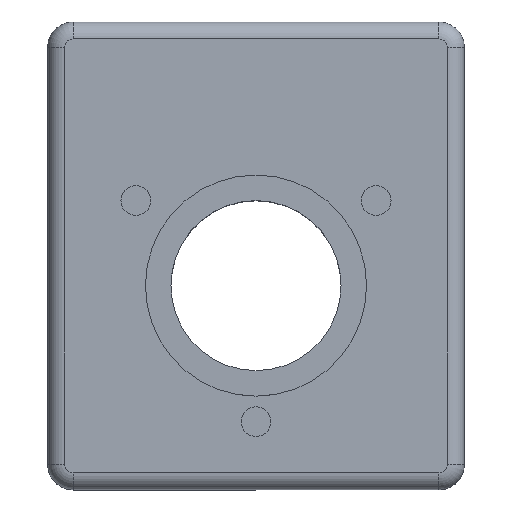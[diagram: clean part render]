
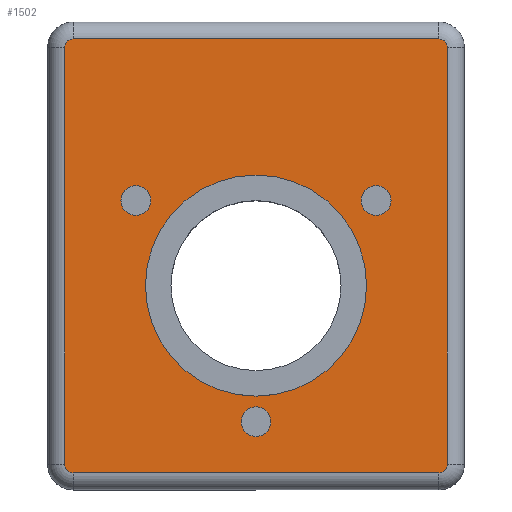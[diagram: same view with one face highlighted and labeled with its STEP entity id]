
A CAD part, top view. The second image highlights one B-rep face of the part: STEP entity #1502.
In plain terms, the highlighted planar face has unit normal (0, 0, 1).
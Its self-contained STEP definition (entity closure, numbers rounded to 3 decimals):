
#13 = VERTEX_POINT ( 'NONE', #1390 ) ;
#14 = CIRCLE ( 'NONE', #152, 0.2 ) ;
#28 = VERTEX_POINT ( 'NONE', #1168 ) ;
#31 = ORIENTED_EDGE ( 'NONE', *, *, #1791, .T. ) ;
#87 = CARTESIAN_POINT ( 'NONE',  ( -0.4, -10.4, 2.2 ) ) ;
#96 = DIRECTION ( 'NONE',  ( 0., -1., 0. ) ) ;
#129 = EDGE_CURVE ( 'NONE', #420, #345, #394, .T. ) ;
#134 = CARTESIAN_POINT ( 'NONE',  ( -1.725, -4.2, 2.2 ) ) ;
#152 = AXIS2_PLACEMENT_3D ( 'NONE', #374, #1846, #1235 ) ;
#153 = EDGE_CURVE ( 'NONE', #28, #2390, #648, .T. ) ;
#185 = AXIS2_PLACEMENT_3D ( 'NONE', #1194, #802, #366 ) ;
#212 = ORIENTED_EDGE ( 'NONE', *, *, #2289, .T. ) ;
#215 = ORIENTED_EDGE ( 'NONE', *, *, #1238, .T. ) ;
#238 = CARTESIAN_POINT ( 'NONE',  ( -8.075, -4.2, 2.2 ) ) ;
#262 = DIRECTION ( 'NONE',  ( -1., 0., 0. ) ) ;
#269 = VERTEX_POINT ( 'NONE', #87 ) ;
#275 = DIRECTION ( 'NONE',  ( 0., 0., 1. ) ) ;
#285 = PLANE ( 'NONE',  #842 ) ;
#293 = DIRECTION ( 'NONE',  ( 0., 0., -1. ) ) ;
#308 = CARTESIAN_POINT ( 'NONE',  ( -4.9, -6.2, 2.2 ) ) ;
#320 = CARTESIAN_POINT ( 'NONE',  ( -9.4, 0., 2.2 ) ) ;
#345 = VERTEX_POINT ( 'NONE', #134 ) ;
#366 = DIRECTION ( 'NONE',  ( -1., 0., 0. ) ) ;
#374 = CARTESIAN_POINT ( 'NONE',  ( -0.6, -0.6, 2.2 ) ) ;
#394 = CIRCLE ( 'NONE', #1945, 0.35 ) ;
#420 = VERTEX_POINT ( 'NONE', #2153 ) ;
#461 = DIRECTION ( 'NONE',  ( 0., 0., 1. ) ) ;
#495 = VERTEX_POINT ( 'NONE', #1124 ) ;
#578 = VECTOR ( 'NONE', #96, 1000. ) ;
#600 = DIRECTION ( 'NONE',  ( -1., 0., 0. ) ) ;
#621 = VERTEX_POINT ( 'NONE', #2319 ) ;
#648 = CIRCLE ( 'NONE', #185, 0.35 ) ;
#675 = CARTESIAN_POINT ( 'NONE',  ( -2.075, -4.2, 2.2 ) ) ;
#730 = ORIENTED_EDGE ( 'NONE', *, *, #2209, .T. ) ;
#733 = DIRECTION ( 'NONE',  ( -1., 0., 0. ) ) ;
#769 = VERTEX_POINT ( 'NONE', #2018 ) ;
#796 = CARTESIAN_POINT ( 'NONE',  ( -0.4, 0., 2.2 ) ) ;
#797 = ORIENTED_EDGE ( 'NONE', *, *, #153, .T. ) ;
#802 = DIRECTION ( 'NONE',  ( 0., 0., -1. ) ) ;
#820 = EDGE_CURVE ( 'NONE', #621, #13, #1790, .T. ) ;
#840 = AXIS2_PLACEMENT_3D ( 'NONE', #2062, #2025, #2675 ) ;
#842 = AXIS2_PLACEMENT_3D ( 'NONE', #1536, #1128, #2369 ) ;
#843 = AXIS2_PLACEMENT_3D ( 'NONE', #1823, #2467, #2176 ) ;
#853 = EDGE_CURVE ( 'NONE', #13, #495, #2336, .T. ) ;
#872 = AXIS2_PLACEMENT_3D ( 'NONE', #675, #922, #2007 ) ;
#878 = FACE_BOUND ( 'NONE', #1760, .T. ) ;
#900 = ORIENTED_EDGE ( 'NONE', *, *, #1237, .T. ) ;
#922 = DIRECTION ( 'NONE',  ( 0., 0., -1. ) ) ;
#933 = AXIS2_PLACEMENT_3D ( 'NONE', #1807, #293, #733 ) ;
#951 = CARTESIAN_POINT ( 'NONE',  ( -9.2, -0.4, 2.2 ) ) ;
#979 = CIRCLE ( 'NONE', #2446, 2.6 ) ;
#994 = EDGE_CURVE ( 'NONE', #495, #2594, #1445, .T. ) ;
#996 = ORIENTED_EDGE ( 'NONE', *, *, #1182, .T. ) ;
#1008 = CARTESIAN_POINT ( 'NONE',  ( -7.5, -6.2, 2.2 ) ) ;
#1120 = DIRECTION ( 'NONE',  ( -1., 0., 0. ) ) ;
#1124 = CARTESIAN_POINT ( 'NONE',  ( -9.2, -10.6, 2.2 ) ) ;
#1128 = DIRECTION ( 'NONE',  ( 0., 0., -1. ) ) ;
#1135 = CARTESIAN_POINT ( 'NONE',  ( -4.55, -9.4, 2.2 ) ) ;
#1138 = ORIENTED_EDGE ( 'NONE', *, *, #2084, .T. ) ;
#1150 = AXIS2_PLACEMENT_3D ( 'NONE', #2191, #275, #1120 ) ;
#1168 = CARTESIAN_POINT ( 'NONE',  ( -7.375, -4.2, 2.2 ) ) ;
#1172 = VERTEX_POINT ( 'NONE', #2657 ) ;
#1182 = EDGE_CURVE ( 'NONE', #2594, #269, #2221, .T. ) ;
#1194 = CARTESIAN_POINT ( 'NONE',  ( -7.725, -4.2, 2.2 ) ) ;
#1220 = EDGE_CURVE ( 'NONE', #1916, #1412, #2383, .T. ) ;
#1225 = VERTEX_POINT ( 'NONE', #2613 ) ;
#1235 = DIRECTION ( 'NONE',  ( -1., 0., 0. ) ) ;
#1237 = EDGE_CURVE ( 'NONE', #345, #420, #2271, .T. ) ;
#1238 = EDGE_CURVE ( 'NONE', #1371, #1172, #979, .T. ) ;
#1245 = DIRECTION ( 'NONE',  ( -1., 0., 0. ) ) ;
#1251 = CARTESIAN_POINT ( 'NONE',  ( -4.9, -9.4, 2.2 ) ) ;
#1300 = CIRCLE ( 'NONE', #1663, 0.35 ) ;
#1347 = CIRCLE ( 'NONE', #2400, 0.2 ) ;
#1363 = ORIENTED_EDGE ( 'NONE', *, *, #2177, .T. ) ;
#1371 = VERTEX_POINT ( 'NONE', #1008 ) ;
#1390 = CARTESIAN_POINT ( 'NONE',  ( -9.4, -10.4, 2.2 ) ) ;
#1391 = CIRCLE ( 'NONE', #1777, 2.6 ) ;
#1412 = VERTEX_POINT ( 'NONE', #951 ) ;
#1445 = LINE ( 'NONE', #2089, #2218 ) ;
#1452 = ORIENTED_EDGE ( 'NONE', *, *, #1220, .T. ) ;
#1502 = ADVANCED_FACE ( 'NONE', ( #1948, #2185, #878, #1749, #1737 ), #285, .F. ) ;
#1536 = CARTESIAN_POINT ( 'NONE',  ( 0., 0., 2.2 ) ) ;
#1583 = DIRECTION ( 'NONE',  ( -1., 0., 0. ) ) ;
#1613 = VECTOR ( 'NONE', #262, 1000. ) ;
#1663 = AXIS2_PLACEMENT_3D ( 'NONE', #1251, #1892, #600 ) ;
#1690 = ORIENTED_EDGE ( 'NONE', *, *, #853, .T. ) ;
#1706 = EDGE_LOOP ( 'NONE', ( #215, #2555 ) ) ;
#1708 = EDGE_LOOP ( 'NONE', ( #797, #31 ) ) ;
#1737 = FACE_OUTER_BOUND ( 'NONE', #1842, .T. ) ;
#1749 = FACE_BOUND ( 'NONE', #1706, .T. ) ;
#1760 = EDGE_LOOP ( 'NONE', ( #1138, #212 ) ) ;
#1777 = AXIS2_PLACEMENT_3D ( 'NONE', #2027, #2425, #2411 ) ;
#1781 = VECTOR ( 'NONE', #2720, 1000. ) ;
#1790 = LINE ( 'NONE', #320, #578 ) ;
#1791 = EDGE_CURVE ( 'NONE', #2390, #28, #2225, .T. ) ;
#1807 = CARTESIAN_POINT ( 'NONE',  ( -4.9, -9.4, 2.2 ) ) ;
#1823 = CARTESIAN_POINT ( 'NONE',  ( -7.725, -4.2, 2.2 ) ) ;
#1842 = EDGE_LOOP ( 'NONE', ( #730, #1363, #1452, #2560, #1936, #1690, #2461, #996 ) ) ;
#1846 = DIRECTION ( 'NONE',  ( 0., 0., 1. ) ) ;
#1865 = DIRECTION ( 'NONE',  ( -1., 0., 0. ) ) ;
#1887 = EDGE_CURVE ( 'NONE', #1412, #621, #1347, .T. ) ;
#1892 = DIRECTION ( 'NONE',  ( 0., 0., -1. ) ) ;
#1916 = VERTEX_POINT ( 'NONE', #2740 ) ;
#1936 = ORIENTED_EDGE ( 'NONE', *, *, #820, .T. ) ;
#1945 = AXIS2_PLACEMENT_3D ( 'NONE', #2462, #2678, #1865 ) ;
#1948 = FACE_BOUND ( 'NONE', #1708, .T. ) ;
#2007 = DIRECTION ( 'NONE',  ( -1., 0., 0. ) ) ;
#2018 = CARTESIAN_POINT ( 'NONE',  ( -0.4, -0.6, 2.2 ) ) ;
#2024 = ORIENTED_EDGE ( 'NONE', *, *, #129, .T. ) ;
#2025 = DIRECTION ( 'NONE',  ( 0., 0., 1. ) ) ;
#2027 = CARTESIAN_POINT ( 'NONE',  ( -4.9, -6.2, 2.2 ) ) ;
#2038 = LINE ( 'NONE', #796, #1781 ) ;
#2055 = EDGE_CURVE ( 'NONE', #1172, #1371, #1391, .T. ) ;
#2062 = CARTESIAN_POINT ( 'NONE',  ( -0.6, -10.4, 2.2 ) ) ;
#2084 = EDGE_CURVE ( 'NONE', #2738, #1225, #1300, .T. ) ;
#2089 = CARTESIAN_POINT ( 'NONE',  ( 0., -10.6, 2.2 ) ) ;
#2153 = CARTESIAN_POINT ( 'NONE',  ( -2.425, -4.2, 2.2 ) ) ;
#2170 = CARTESIAN_POINT ( 'NONE',  ( 0., -0.4, 2.2 ) ) ;
#2176 = DIRECTION ( 'NONE',  ( -1., 0., 0. ) ) ;
#2177 = EDGE_CURVE ( 'NONE', #769, #1916, #14, .T. ) ;
#2185 = FACE_BOUND ( 'NONE', #2213, .T. ) ;
#2191 = CARTESIAN_POINT ( 'NONE',  ( -9.2, -10.4, 2.2 ) ) ;
#2209 = EDGE_CURVE ( 'NONE', #269, #769, #2038, .T. ) ;
#2213 = EDGE_LOOP ( 'NONE', ( #900, #2024 ) ) ;
#2216 = CARTESIAN_POINT ( 'NONE',  ( -0.6, -10.6, 2.2 ) ) ;
#2218 = VECTOR ( 'NONE', #2283, 1000. ) ;
#2221 = CIRCLE ( 'NONE', #840, 0.2 ) ;
#2225 = CIRCLE ( 'NONE', #843, 0.35 ) ;
#2271 = CIRCLE ( 'NONE', #872, 0.35 ) ;
#2283 = DIRECTION ( 'NONE',  ( 1., 0., 0. ) ) ;
#2289 = EDGE_CURVE ( 'NONE', #1225, #2738, #2626, .T. ) ;
#2296 = CARTESIAN_POINT ( 'NONE',  ( -9.2, -0.6, 2.2 ) ) ;
#2319 = CARTESIAN_POINT ( 'NONE',  ( -9.4, -0.6, 2.2 ) ) ;
#2336 = CIRCLE ( 'NONE', #1150, 0.2 ) ;
#2369 = DIRECTION ( 'NONE',  ( -1., 0., 0. ) ) ;
#2383 = LINE ( 'NONE', #2170, #1613 ) ;
#2390 = VERTEX_POINT ( 'NONE', #238 ) ;
#2400 = AXIS2_PLACEMENT_3D ( 'NONE', #2296, #461, #1245 ) ;
#2411 = DIRECTION ( 'NONE',  ( -1., 0., 0. ) ) ;
#2425 = DIRECTION ( 'NONE',  ( 0., 0., -1. ) ) ;
#2446 = AXIS2_PLACEMENT_3D ( 'NONE', #308, #2640, #1583 ) ;
#2461 = ORIENTED_EDGE ( 'NONE', *, *, #994, .T. ) ;
#2462 = CARTESIAN_POINT ( 'NONE',  ( -2.075, -4.2, 2.2 ) ) ;
#2467 = DIRECTION ( 'NONE',  ( 0., 0., -1. ) ) ;
#2555 = ORIENTED_EDGE ( 'NONE', *, *, #2055, .T. ) ;
#2560 = ORIENTED_EDGE ( 'NONE', *, *, #1887, .T. ) ;
#2594 = VERTEX_POINT ( 'NONE', #2216 ) ;
#2613 = CARTESIAN_POINT ( 'NONE',  ( -5.25, -9.4, 2.2 ) ) ;
#2626 = CIRCLE ( 'NONE', #933, 0.35 ) ;
#2640 = DIRECTION ( 'NONE',  ( 0., 0., -1. ) ) ;
#2657 = CARTESIAN_POINT ( 'NONE',  ( -2.3, -6.2, 2.2 ) ) ;
#2675 = DIRECTION ( 'NONE',  ( -1., 0., 0. ) ) ;
#2678 = DIRECTION ( 'NONE',  ( 0., 0., -1. ) ) ;
#2720 = DIRECTION ( 'NONE',  ( 0., 1., 0. ) ) ;
#2738 = VERTEX_POINT ( 'NONE', #1135 ) ;
#2740 = CARTESIAN_POINT ( 'NONE',  ( -0.6, -0.4, 2.2 ) ) ;
